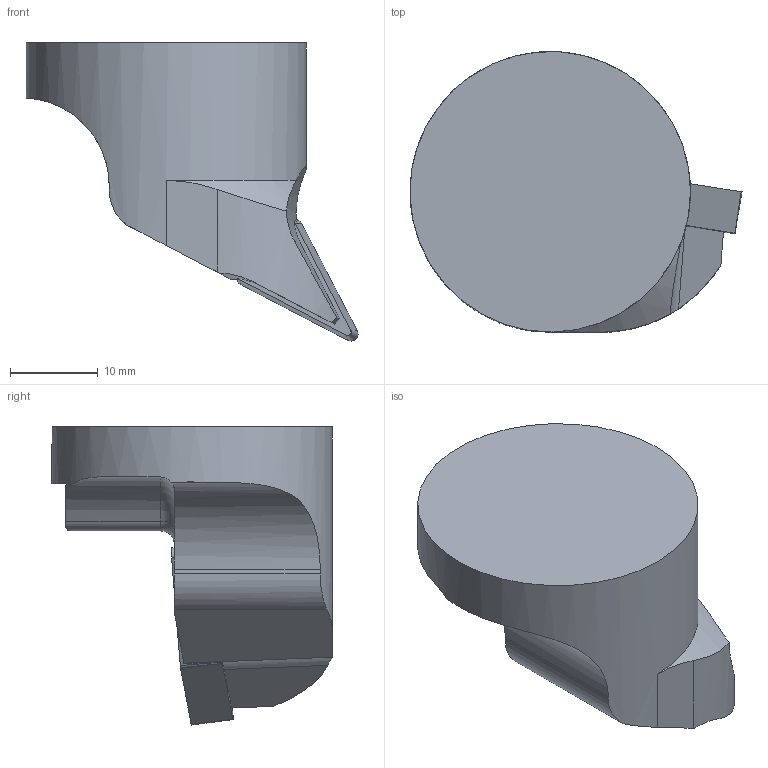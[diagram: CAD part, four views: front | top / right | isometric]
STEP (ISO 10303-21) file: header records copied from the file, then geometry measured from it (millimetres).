
FILE_DESCRIPTION(/* description */ (''),/* implementation_level */ '2;1');
FILE_NAME(/* name */ '1642491454756.stp',/* time_stamp */ '2022-01-18T13:07:58+06:00',/* author */ (''),/* organization */ ('SMS'),/* preprocessor_version */ 'ST-DEVELOPER v16.7',/* originating_system */ 'SIEMENS PLM Software NX 12.0',/* authorisation */ '');
FILE_SCHEMA (('AUTOMOTIVE_DESIGN { 1 0 10303 214 3 1 1 1 }'));
Length unit declared in the file: millimetre
Products named in the file (4): IsoTurningInsert; ASSEMBLY_CONSTRUCTION; 201795472mod000_01; 201795470mod000_01
Assembly tree (3 placements, depth 2):
  201795470mod000_01
    201795472mod000_01
    ASSEMBLY_CONSTRUCTION
    IsoTurningInsert
Bounding box: 37.87 x 32 x 34 mm (x, y, z)
Volume: 12766.8 mm3; surface area: 4457.5 mm2
Topology: 2 solids, 3 shells, 65 faces, 170 edges, 118 vertices
Faces by surface type: plane 28, cylinder 18, cone 11, torus 8
Full cylindrical faces by diameter (mm): 4.4 x2, 32 x1
Entity records: 2217 total; most frequent: CARTESIAN_POINT 493, DIRECTION 351, ORIENTED_EDGE 304, EDGE_CURVE 152, AXIS2_PLACEMENT_3D 142, VERTEX_POINT 104, EDGE_LOOP 77, LINE 67
